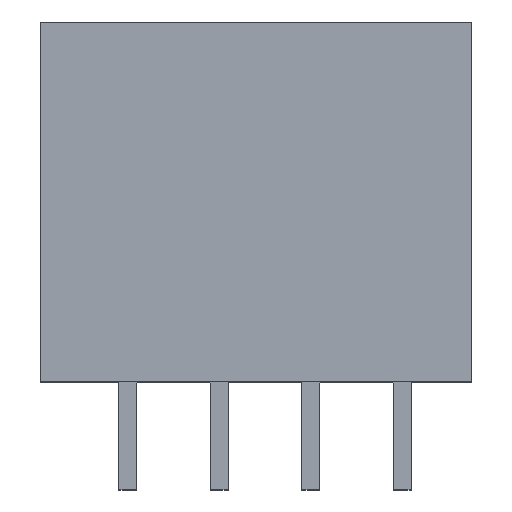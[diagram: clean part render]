
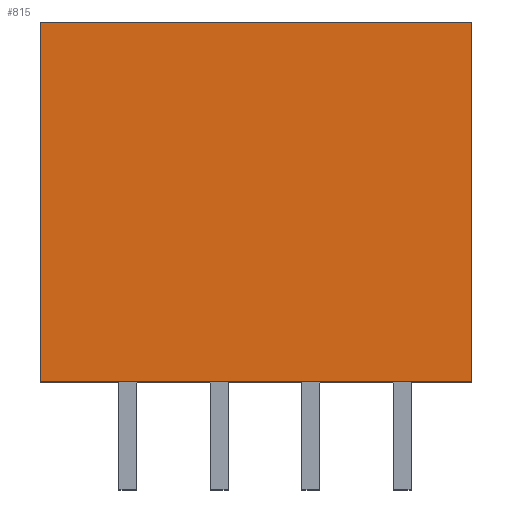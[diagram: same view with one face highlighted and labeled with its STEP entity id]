
A CAD part, top view. The second image highlights one B-rep face of the part: STEP entity #815.
In plain terms, the highlighted planar face has unit normal (0, 0, 1).
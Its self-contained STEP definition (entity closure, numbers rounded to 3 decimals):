
#18 = EDGE_LOOP ( 'NONE', ( #35, #767, #773, #286 ) ) ;
#19 = AXIS2_PLACEMENT_3D ( 'NONE', #453, #455, #107 ) ;
#35 = ORIENTED_EDGE ( 'NONE', *, *, #165, .T. ) ;
#43 = VECTOR ( 'NONE', #692, 1000. ) ;
#61 = CARTESIAN_POINT ( 'NONE',  ( -6., 10., 3. ) ) ;
#68 = DIRECTION ( 'NONE',  ( 1., 0., 0. ) ) ;
#105 = VERTEX_POINT ( 'NONE', #542 ) ;
#107 = DIRECTION ( 'NONE',  ( -1., 0., 0. ) ) ;
#132 = EDGE_CURVE ( 'NONE', #391, #105, #415, .T. ) ;
#155 = VECTOR ( 'NONE', #616, 1000. ) ;
#165 = EDGE_CURVE ( 'NONE', #105, #358, #809, .T. ) ;
#241 = LINE ( 'NONE', #378, #559 ) ;
#286 = ORIENTED_EDGE ( 'NONE', *, *, #132, .T. ) ;
#288 = LINE ( 'NONE', #754, #43 ) ;
#356 = CARTESIAN_POINT ( 'NONE',  ( 6., 10., 3. ) ) ;
#358 = VERTEX_POINT ( 'NONE', #708 ) ;
#376 = EDGE_CURVE ( 'NONE', #549, #358, #241, .T. ) ;
#378 = CARTESIAN_POINT ( 'NONE',  ( 0., 10., 3. ) ) ;
#388 = DIRECTION ( 'NONE',  ( 1., 0., 0. ) ) ;
#391 = VERTEX_POINT ( 'NONE', #510 ) ;
#415 = LINE ( 'NONE', #678, #514 ) ;
#453 = CARTESIAN_POINT ( 'NONE',  ( -6., 10., 3. ) ) ;
#455 = DIRECTION ( 'NONE',  ( 0., 0., -1. ) ) ;
#510 = CARTESIAN_POINT ( 'NONE',  ( -6., 0., 3. ) ) ;
#514 = VECTOR ( 'NONE', #68, 1000. ) ;
#542 = CARTESIAN_POINT ( 'NONE',  ( 6., 0., 3. ) ) ;
#549 = VERTEX_POINT ( 'NONE', #61 ) ;
#559 = VECTOR ( 'NONE', #388, 1000. ) ;
#616 = DIRECTION ( 'NONE',  ( 0., 1., 0. ) ) ;
#678 = CARTESIAN_POINT ( 'NONE',  ( 0., 0., 3. ) ) ;
#692 = DIRECTION ( 'NONE',  ( 0., -1., 0. ) ) ;
#708 = CARTESIAN_POINT ( 'NONE',  ( 6., 10., 3. ) ) ;
#725 = EDGE_CURVE ( 'NONE', #549, #391, #288, .T. ) ;
#754 = CARTESIAN_POINT ( 'NONE',  ( -6., 10., 3. ) ) ;
#767 = ORIENTED_EDGE ( 'NONE', *, *, #376, .F. ) ;
#773 = ORIENTED_EDGE ( 'NONE', *, *, #725, .T. ) ;
#809 = LINE ( 'NONE', #356, #155 ) ;
#815 = ADVANCED_FACE ( 'NONE', ( #855 ), #845, .F. ) ;
#845 = PLANE ( 'NONE',  #19 ) ;
#855 = FACE_OUTER_BOUND ( 'NONE', #18, .T. ) ;
